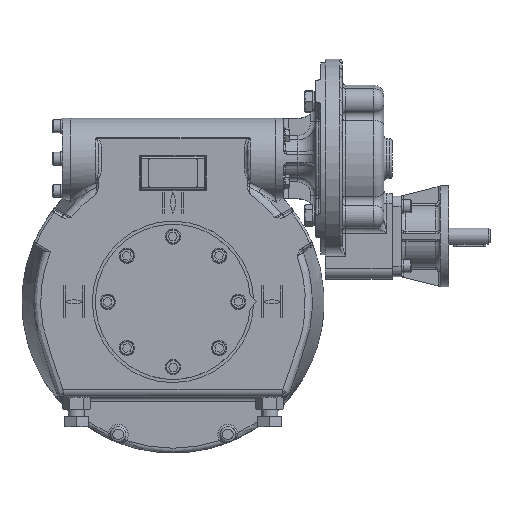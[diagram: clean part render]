
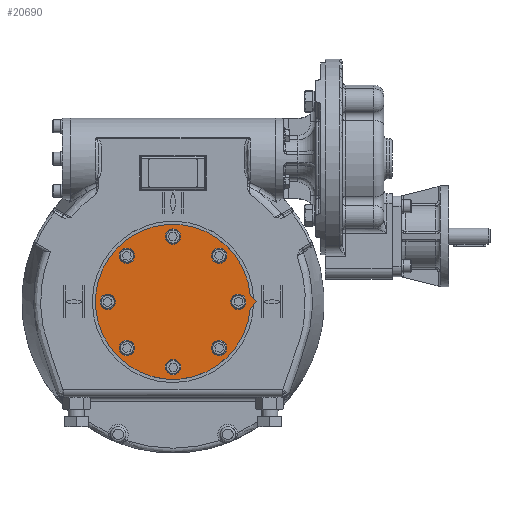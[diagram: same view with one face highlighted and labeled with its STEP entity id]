
A CAD part, top view. The second image highlights one B-rep face of the part: STEP entity #20690.
In plain terms, the highlighted planar face has unit normal (0, 0, 1).
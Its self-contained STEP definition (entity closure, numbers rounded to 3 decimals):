
#2338=CIRCLE('',#26597,96.25);
#2347=CIRCLE('',#26610,6.5);
#2348=CIRCLE('',#26611,6.5);
#2349=CIRCLE('',#26612,6.5);
#2350=CIRCLE('',#26613,6.5);
#2351=CIRCLE('',#26614,6.5);
#2352=CIRCLE('',#26615,6.5);
#2353=CIRCLE('',#26616,6.5);
#2354=CIRCLE('',#26617,6.5);
#7275=ORIENTED_EDGE('',*,*,#10884,.F.);
#7276=ORIENTED_EDGE('',*,*,#10885,.F.);
#7277=ORIENTED_EDGE('',*,*,#10886,.F.);
#7278=ORIENTED_EDGE('',*,*,#10887,.F.);
#7279=ORIENTED_EDGE('',*,*,#10888,.F.);
#7280=ORIENTED_EDGE('',*,*,#10889,.F.);
#7281=ORIENTED_EDGE('',*,*,#10890,.F.);
#7282=ORIENTED_EDGE('',*,*,#10891,.F.);
#7283=ORIENTED_EDGE('',*,*,#10869,.T.);
#7284=ORIENTED_EDGE('',*,*,#10873,.T.);
#7285=ORIENTED_EDGE('',*,*,#10875,.T.);
#10869=EDGE_CURVE('',#13390,#13389,#2338,.T.);
#10873=EDGE_CURVE('',#13389,#13392,#14782,.T.);
#10875=EDGE_CURVE('',#13392,#13390,#14784,.T.);
#10884=EDGE_CURVE('',#13401,#13401,#2347,.T.);
#10885=EDGE_CURVE('',#13402,#13402,#2348,.T.);
#10886=EDGE_CURVE('',#13403,#13403,#2349,.T.);
#10887=EDGE_CURVE('',#13404,#13404,#2350,.T.);
#10888=EDGE_CURVE('',#13405,#13405,#2351,.T.);
#10889=EDGE_CURVE('',#13406,#13406,#2352,.T.);
#10890=EDGE_CURVE('',#13407,#13407,#2353,.T.);
#10891=EDGE_CURVE('',#13408,#13408,#2354,.T.);
#13389=VERTEX_POINT('',#55721);
#13390=VERTEX_POINT('',#55723);
#13392=VERTEX_POINT('',#55729);
#13401=VERTEX_POINT('',#55753);
#13402=VERTEX_POINT('',#55755);
#13403=VERTEX_POINT('',#55757);
#13404=VERTEX_POINT('',#55759);
#13405=VERTEX_POINT('',#55761);
#13406=VERTEX_POINT('',#55763);
#13407=VERTEX_POINT('',#55765);
#13408=VERTEX_POINT('',#55767);
#14782=LINE('',#55730,#16046);
#14784=LINE('',#55733,#16048);
#16046=VECTOR('',#31376,1000.);
#16048=VECTOR('',#31380,1000.);
#17483=EDGE_LOOP('',(#7275));
#17484=EDGE_LOOP('',(#7276));
#17485=EDGE_LOOP('',(#7277));
#17486=EDGE_LOOP('',(#7278));
#17487=EDGE_LOOP('',(#7279));
#17488=EDGE_LOOP('',(#7280));
#17489=EDGE_LOOP('',(#7281));
#17490=EDGE_LOOP('',(#7282));
#17491=EDGE_LOOP('',(#7283,#7284,#7285));
#18994=FACE_BOUND('',#17483,.T.);
#18995=FACE_BOUND('',#17484,.T.);
#18996=FACE_BOUND('',#17485,.T.);
#18997=FACE_BOUND('',#17486,.T.);
#18998=FACE_BOUND('',#17487,.T.);
#18999=FACE_BOUND('',#17488,.T.);
#19000=FACE_BOUND('',#17489,.T.);
#19001=FACE_BOUND('',#17490,.T.);
#19002=FACE_BOUND('',#17491,.T.);
#19625=PLANE('',#26609);
#20690=ADVANCED_FACE('',(#18994,#18995,#18996,#18997,#18998,#18999,#19000,
#19001,#19002),#19625,.T.);
#26597=AXIS2_PLACEMENT_3D('',#55722,#31369,#31370);
#26609=AXIS2_PLACEMENT_3D('',#55751,#31399,#31400);
#26610=AXIS2_PLACEMENT_3D('',#55752,#31401,#31402);
#26611=AXIS2_PLACEMENT_3D('',#55754,#31403,#31404);
#26612=AXIS2_PLACEMENT_3D('',#55756,#31405,#31406);
#26613=AXIS2_PLACEMENT_3D('',#55758,#31407,#31408);
#26614=AXIS2_PLACEMENT_3D('',#55760,#31409,#31410);
#26615=AXIS2_PLACEMENT_3D('',#55762,#31411,#31412);
#26616=AXIS2_PLACEMENT_3D('',#55764,#31413,#31414);
#26617=AXIS2_PLACEMENT_3D('',#55766,#31415,#31416);
#31369=DIRECTION('',(0.,0.,1.));
#31370=DIRECTION('',(1.,0.,0.));
#31376=DIRECTION('',(0.707,0.707,0.));
#31380=DIRECTION('',(-0.707,0.707,0.));
#31399=DIRECTION('',(0.,0.,1.));
#31400=DIRECTION('',(1.,0.,0.));
#31401=DIRECTION('',(0.,0.,1.));
#31402=DIRECTION('',(0.707,0.707,0.));
#31403=DIRECTION('',(0.,0.,1.));
#31404=DIRECTION('',(0.,1.,0.));
#31405=DIRECTION('',(0.,0.,1.));
#31406=DIRECTION('',(-0.707,0.707,0.));
#31407=DIRECTION('',(0.,0.,1.));
#31408=DIRECTION('',(-1.,0.,0.));
#31409=DIRECTION('',(0.,0.,1.));
#31410=DIRECTION('',(-0.707,-0.707,0.));
#31411=DIRECTION('',(0.,0.,1.));
#31412=DIRECTION('',(0.,-1.,0.));
#31413=DIRECTION('',(0.,0.,1.));
#31414=DIRECTION('',(0.707,-0.707,0.));
#31415=DIRECTION('',(0.,0.,1.));
#31416=DIRECTION('',(1.,0.,0.));
#55721=CARTESIAN_POINT('',(95.932,-7.818,54.15));
#55722=CARTESIAN_POINT('',(0.,0.,54.15));
#55723=CARTESIAN_POINT('',(95.932,7.818,54.15));
#55729=CARTESIAN_POINT('',(103.75,0.,54.15));
#55730=CARTESIAN_POINT('',(95.932,-7.818,54.15));
#55733=CARTESIAN_POINT('',(103.75,0.,54.15));
#55751=CARTESIAN_POINT('',(0.,0.,54.15));
#55752=CARTESIAN_POINT('',(-57.276,57.276,54.15));
#55753=CARTESIAN_POINT('',(-52.679,61.872,54.15));
#55754=CARTESIAN_POINT('',(-81.,0.,54.15));
#55755=CARTESIAN_POINT('',(-81.,6.5,54.15));
#55756=CARTESIAN_POINT('',(-57.276,-57.276,54.15));
#55757=CARTESIAN_POINT('',(-61.872,-52.679,54.15));
#55758=CARTESIAN_POINT('',(0.,-81.,54.15));
#55759=CARTESIAN_POINT('',(-6.5,-81.,54.15));
#55760=CARTESIAN_POINT('',(57.276,-57.276,54.15));
#55761=CARTESIAN_POINT('',(52.679,-61.872,54.15));
#55762=CARTESIAN_POINT('',(81.,0.,54.15));
#55763=CARTESIAN_POINT('',(81.,-6.5,54.15));
#55764=CARTESIAN_POINT('',(57.276,57.276,54.15));
#55765=CARTESIAN_POINT('',(61.872,52.679,54.15));
#55766=CARTESIAN_POINT('',(0.,81.,54.15));
#55767=CARTESIAN_POINT('',(6.5,81.,54.15));
